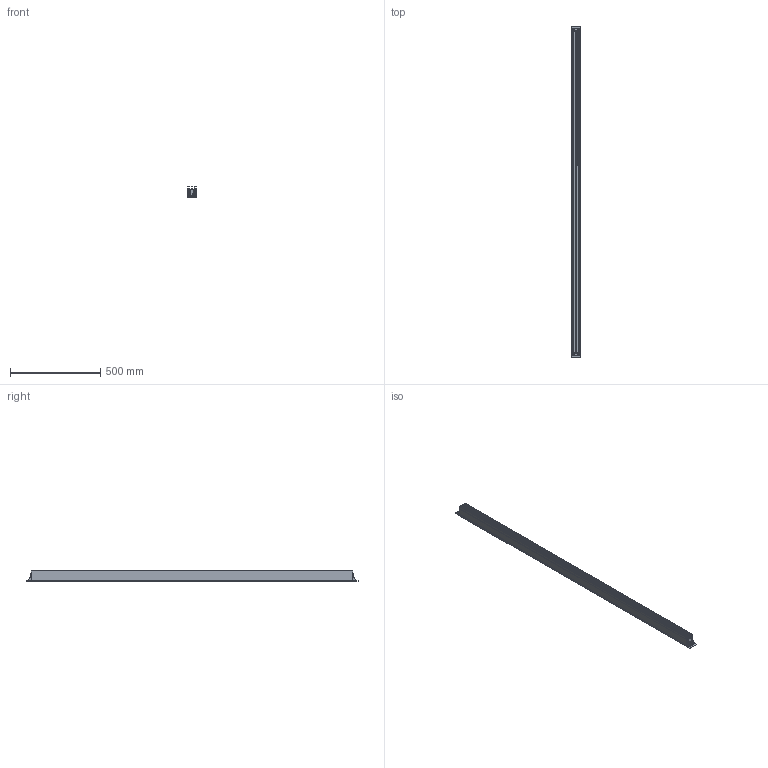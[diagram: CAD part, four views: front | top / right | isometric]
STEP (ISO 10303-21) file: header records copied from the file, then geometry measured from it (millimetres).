
FILE_DESCRIPTION(/* description */ (''),/* implementation_level */ '2;1');
FILE_NAME(/* name */ 'ATR1776__',/* time_stamp */ '2018-07-12T14:04:05+02:00',/* author */ (''),/* organization */ (''),/* preprocessor_version */ 'ST-DEVELOPER v15',/* originating_system */ '',/* authorisation */ '');
FILE_SCHEMA (('CONFIG_CONTROL_DESIGN'));
Length unit declared in the file: millimetre
Products named in the file (1): Document
Bounding box: 55 x 1836.03 x 57.25 mm (x, y, z)
Volume: 1120651.1 mm3; surface area: 982675.7 mm2
Topology: 12 solids, 12 shells, 1096 faces, 2664 edges, 1484 vertices
Faces by surface type: bspline 818, plane 278
Entity records: 40755 total; most frequent: CARTESIAN_POINT 26099, ORIENTED_EDGE 5100, EDGE_CURVE 2550, VERTEX_POINT 1480, B_SPLINE_CURVE_WITH_KNOTS 1248, EDGE_LOOP 1110, ADVANCED_FACE 1096, FACE_OUTER_BOUND 1096
